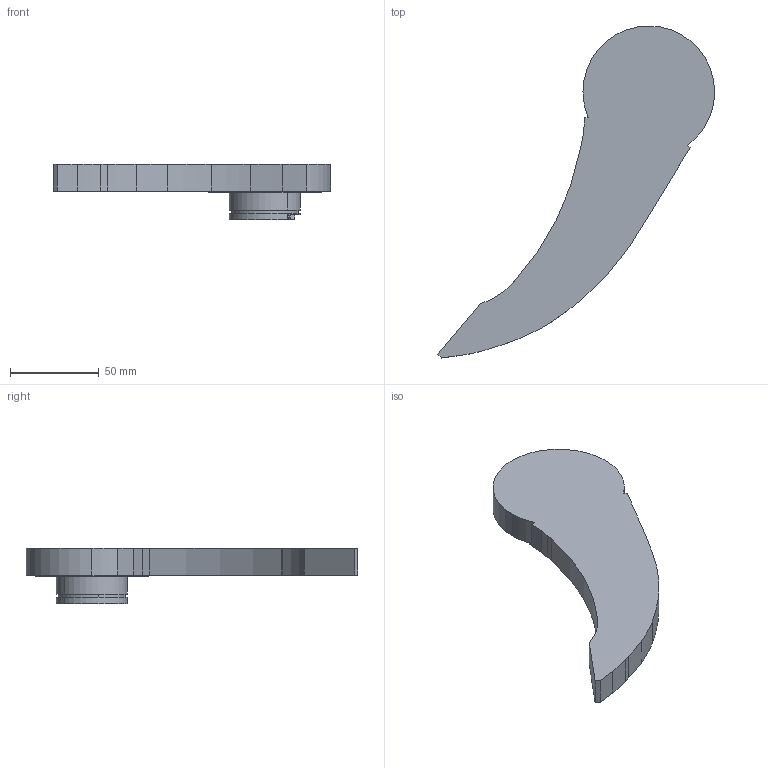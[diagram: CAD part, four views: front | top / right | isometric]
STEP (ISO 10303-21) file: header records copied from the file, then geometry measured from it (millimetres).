
FILE_DESCRIPTION(('CATIA V5 STEP Exchange'),'2;1');
FILE_NAME('Initial consolidated design.stp','2018-02-09T15:35:48+00:00',('none'),('none'),'Version 5-6 Release 2013','CATIA V5 STEP AP203','none');
FILE_SCHEMA(('CONFIG_CONTROL_DESIGN'));
Length unit declared in the file: millimetre
Products named in the file (1): Assembly_AllCATPart
Bounding box: 155.85 x 186.65 x 31 mm (x, y, z)
Volume: 139981.1 mm3; surface area: 35889.1 mm2
Topology: 1 solids, 1 shells, 58 faces, 150 edges, 100 vertices
Faces by surface type: cylinder 31, plane 27
Entity records: 1776 total; most frequent: CARTESIAN_POINT 339, ORIENTED_EDGE 300, DIRECTION 251, EDGE_CURVE 150, AXIS2_PLACEMENT_3D 120, VERTEX_POINT 100, VECTOR 80, LINE 80
